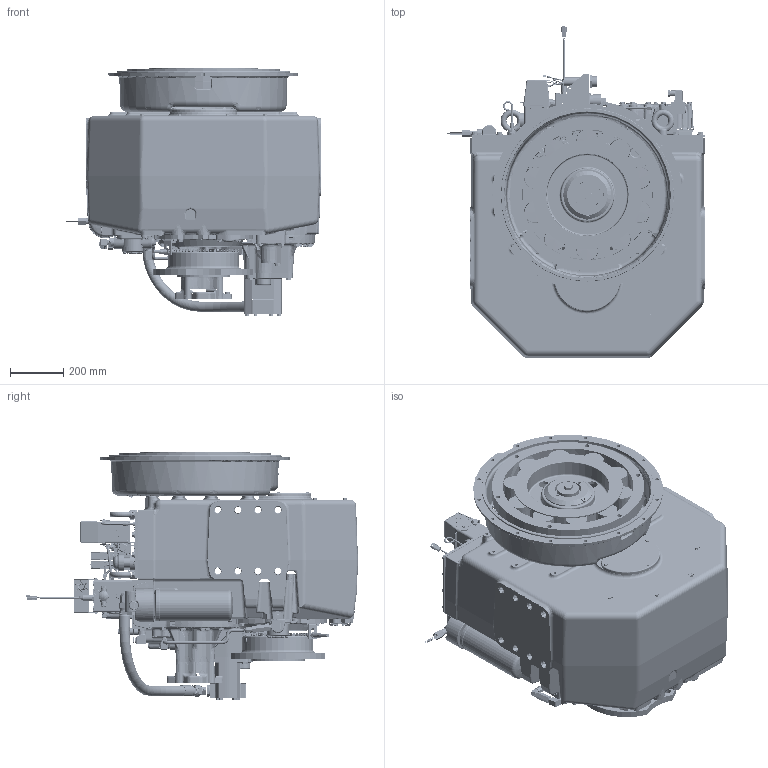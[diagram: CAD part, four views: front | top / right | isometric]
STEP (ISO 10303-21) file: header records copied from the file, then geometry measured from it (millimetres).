
FILE_DESCRIPTION (( 'STEP AP214' ), '1' );
FILE_NAME ('1025142K.STEP', '2014-05-12T20:52:33', ( 'Windows User' ), ( '' ), 'SwSTEP 2.0', 'SolidWorks 2010', '' );
FILE_SCHEMA (( 'AUTOMOTIVE_DESIGN' ));
Length unit declared in the file: millimetre
Products named in the file (1): 1025142K
Bounding box: 965.24 x 1243.1 x 929.94 mm (x, y, z)
Surface area: 8450186.3 mm2 (no closed solid volume)
Topology: 0 solids, 863 shells, 7256 faces, 28377 edges, 21043 vertices
Faces by surface type: plane 2448, cylinder 2340, bspline 872, torus 750, cone 743, sphere 103
Entity records: 803209 total; most frequent: CARTESIAN_POINT 495765, DIRECTION 47305, ORIENTED_EDGE 40970, EDGE_CURVE 28250, VERTEX_POINT 21041, AXIS2_PLACEMENT_3D 18645, CIRCLE 12260, LINE 10015
